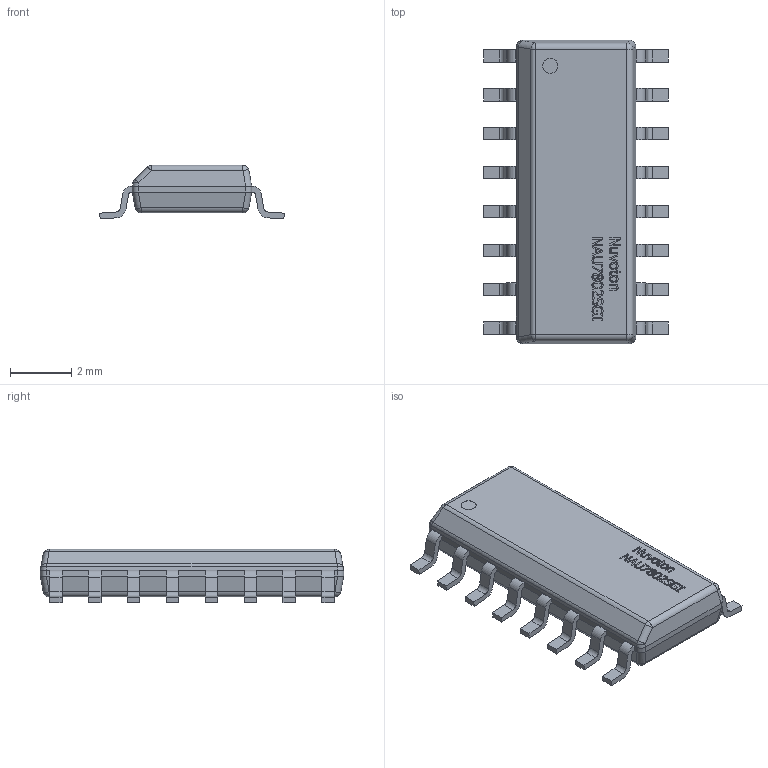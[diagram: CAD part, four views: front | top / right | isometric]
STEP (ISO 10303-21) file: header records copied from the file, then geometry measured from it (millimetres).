
FILE_DESCRIPTION( ( '' ), ' ' );
FILE_NAME( '5bbf75002be923141b74cdb2.step', '2018-10-11T16:06:25', ( '' ), ( '' ), ' ', ' ', ' ' );
FILE_SCHEMA( ( 'AUTOMOTIVE_DESIGN { 1 0 10303 214 1 1 1 1 }' ) );
Length unit declared in the file: metre
Products named in the file (35): Open CASCADE STEP translator 6.8 18; Open CASCADE STEP translator 6.8 17; Open CASCADE STEP translator 6.8 16; Open CASCADE STEP translator 6.8 15; Open CASCADE STEP translator 6.8 14; Open CASCADE STEP translator 6.8 13; Open CASCADE STEP translator 6.8 12; Open CASCADE STEP translator 6.8 11; Open CASCADE STEP translator 6.8 10; Open CASCADE STEP translator 6.8 9; Open CASCADE STEP translator 6.8 8; Open CASCADE STEP translator 6.8 7; Open CASCADE STEP translator 6.8 6; Open CASCADE STEP translator 6.8 5; Open CASCADE STEP translator 6.8 4; Open CASCADE STEP translator 6.8 3; Open CASCADE STEP translator 6.8 2; Open CASCADE STEP translator 6.8 1
Bounding box: 6.03 x 9.9 x 1.76 mm (x, y, z)
Volume: 58.3 mm3; surface area: 143.8 mm2
Topology: 35 solids, 35 shells, 540 faces, 1370 edges, 898 vertices
Faces by surface type: plane 331, cylinder 104, extrusion 85, sphere 14, bspline 6
Full cylindrical faces by diameter (mm): 0.491 x1
Entity records: 28499 total; most frequent: CARTESIAN_POINT 4225, ORIENTED_EDGE 2726, DIRECTION 2437, STYLED_ITEM 1903, PRESENTATION_STYLE_ASSIGNMENT 1903, COLOUR_RGB 1903, EDGE_CURVE 1363, CURVE_STYLE 1363
